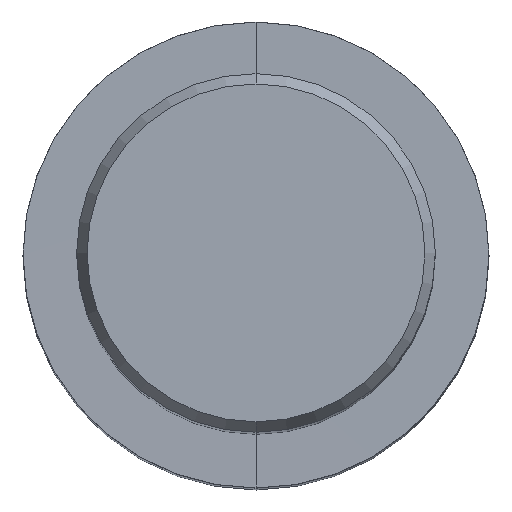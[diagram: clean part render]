
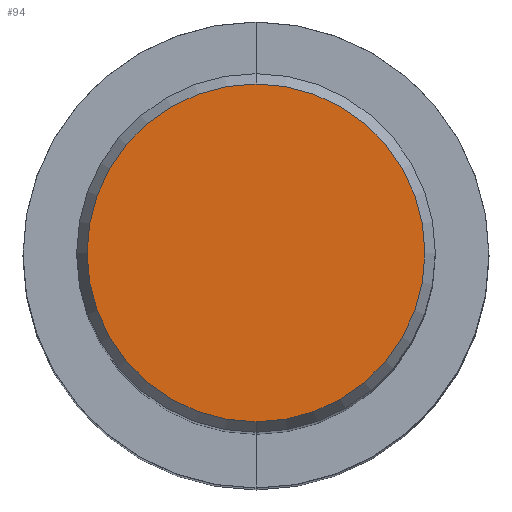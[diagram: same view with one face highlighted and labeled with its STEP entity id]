
A CAD part, top view. The second image highlights one B-rep face of the part: STEP entity #94.
In plain terms, the highlighted planar face has unit normal (0, 0, 1).
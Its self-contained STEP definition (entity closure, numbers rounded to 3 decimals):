
#94=ADVANCED_FACE('',(#209),#210,.T.);
#120=EDGE_CURVE('',#156,#144,#241,.T.);
#144=VERTEX_POINT('',#268);
#156=VERTEX_POINT('',#281);
#162=EDGE_CURVE('',#144,#156,#287,.T.);
#209=FACE_OUTER_BOUND('',#330,.T.);
#210=PLANE('',#331);
#241=CIRCLE('',#370,7.479);
#268=CARTESIAN_POINT('',(0.0,7.479,0.01));
#281=CARTESIAN_POINT('',(0.,-7.479,0.01));
#287=CIRCLE('',#429,7.479);
#330=EDGE_LOOP('',(#465,#466));
#331=AXIS2_PLACEMENT_3D('',#467,#468,#469);
#370=AXIS2_PLACEMENT_3D('',#520,#521,#522);
#429=AXIS2_PLACEMENT_3D('',#564,#565,#566);
#465=ORIENTED_EDGE('',*,*,#162,.F.);
#466=ORIENTED_EDGE('',*,*,#120,.F.);
#467=CARTESIAN_POINT('',(0.0,3.74,0.01));
#468=DIRECTION('',(-0.0,0.0,1.0));
#469=DIRECTION('',(0.0,-1.0,0.0));
#520=CARTESIAN_POINT('',(0.0,0.0,0.01));
#521=DIRECTION('',(0.0,0.0,-1.0));
#522=DIRECTION('',(0.0,1.0,0.0));
#564=CARTESIAN_POINT('',(0.0,0.0,0.01));
#565=DIRECTION('',(0.0,0.0,-1.0));
#566=DIRECTION('',(0.0,1.0,0.0));
